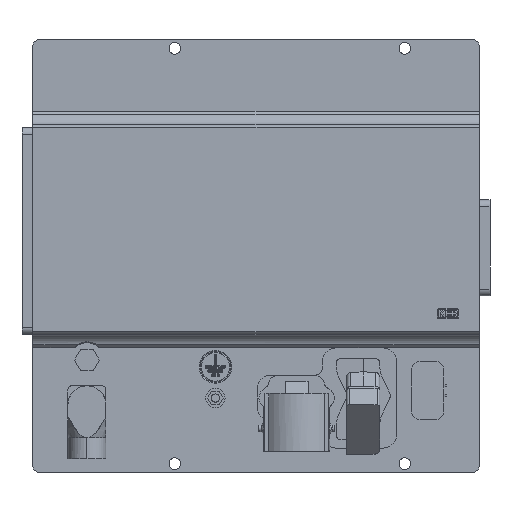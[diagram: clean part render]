
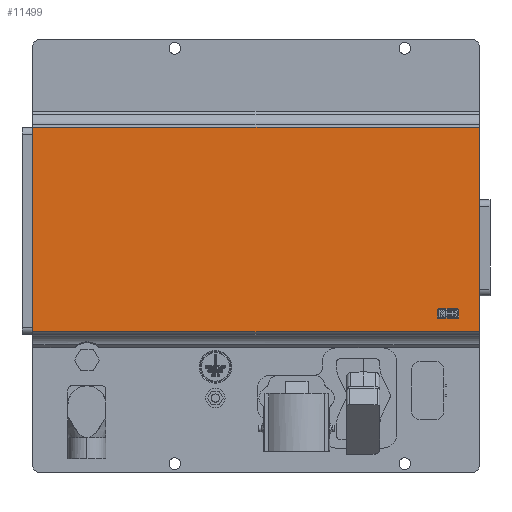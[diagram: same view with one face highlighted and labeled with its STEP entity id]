
A CAD part, front view. The second image highlights one B-rep face of the part: STEP entity #11499.
In plain terms, the highlighted face is planar.
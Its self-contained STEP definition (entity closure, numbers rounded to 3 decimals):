
#130 = EDGE_LOOP ( 'NONE', ( #12369, #21442, #6147, #15745, #17182, #13987, #2795, #1855 ) ) ;
#583 = VERTEX_POINT ( 'NONE', #6185 ) ;
#671 = DIRECTION ( 'NONE',  ( 0., 1., 0. ) ) ;
#1443 = VERTEX_POINT ( 'NONE', #11039 ) ;
#1701 = DIRECTION ( 'NONE',  ( 0., 1., 0. ) ) ;
#1855 = ORIENTED_EDGE ( 'NONE', *, *, #2855, .F. ) ;
#2109 = CARTESIAN_POINT ( 'NONE',  ( 1100., 64.871, -1.1 ) ) ;
#2795 = ORIENTED_EDGE ( 'NONE', *, *, #20045, .T. ) ;
#2855 = EDGE_CURVE ( 'NONE', #3810, #14884, #16021, .T. ) ;
#3240 = LINE ( 'NONE', #4690, #3366 ) ;
#3366 = VECTOR ( 'NONE', #14740, 1000. ) ;
#3381 = EDGE_CURVE ( 'NONE', #5085, #583, #13646, .T. ) ;
#3600 = CARTESIAN_POINT ( 'NONE',  ( 0., 118.5, -1.1 ) ) ;
#3759 = CARTESIAN_POINT ( 'NONE',  ( 0., 2., -1.1 ) ) ;
#3763 = LINE ( 'NONE', #12250, #7855 ) ;
#3810 = VERTEX_POINT ( 'NONE', #20639 ) ;
#4379 = VECTOR ( 'NONE', #16052, 1000. ) ;
#4467 = VERTEX_POINT ( 'NONE', #18016 ) ;
#4690 = CARTESIAN_POINT ( 'NONE',  ( 330., 320., -1.1 ) ) ;
#4741 = VERTEX_POINT ( 'NONE', #11580 ) ;
#4798 = DIRECTION ( 'NONE',  ( 0., 1., 0. ) ) ;
#4934 = VERTEX_POINT ( 'NONE', #6678 ) ;
#5085 = VERTEX_POINT ( 'NONE', #15725 ) ;
#6147 = ORIENTED_EDGE ( 'NONE', *, *, #8693, .T. ) ;
#6185 = CARTESIAN_POINT ( 'NONE',  ( 0., 121.321, -1.1 ) ) ;
#6447 = LINE ( 'NONE', #16285, #20160 ) ;
#6678 = CARTESIAN_POINT ( 'NONE',  ( 330., 215.179, -1.1 ) ) ;
#7541 = LINE ( 'NONE', #2109, #4379 ) ;
#7855 = VECTOR ( 'NONE', #671, 1000. ) ;
#8467 = DIRECTION ( 'NONE',  ( 0., -1., 0. ) ) ;
#8531 = VECTOR ( 'NONE', #13540, 1000. ) ;
#8599 = VECTOR ( 'NONE', #8467, 1000. ) ;
#8693 = EDGE_CURVE ( 'NONE', #583, #4741, #16872, .T. ) ;
#9161 = EDGE_CURVE ( 'NONE', #4467, #4741, #7541, .T. ) ;
#11039 = CARTESIAN_POINT ( 'NONE',  ( 330., 67.821, -1.1 ) ) ;
#11444 = FACE_OUTER_BOUND ( 'NONE', #130, .T. ) ;
#11499 = ADVANCED_FACE ( 'NONE', ( #11444 ), #11651, .T. ) ;
#11580 = CARTESIAN_POINT ( 'NONE',  ( 0., 64.871, -1.1 ) ) ;
#11651 = PLANE ( 'NONE',  #11858 ) ;
#11858 = AXIS2_PLACEMENT_3D ( 'NONE', #16837, #16524, #1701 ) ;
#11908 = CARTESIAN_POINT ( 'NONE',  ( 0., 2., -1.1 ) ) ;
#12246 = DIRECTION ( 'NONE',  ( 0., -1., 0. ) ) ;
#12250 = CARTESIAN_POINT ( 'NONE',  ( 330., 320., -1.1 ) ) ;
#12354 = EDGE_CURVE ( 'NONE', #3810, #5085, #18972, .T. ) ;
#12369 = ORIENTED_EDGE ( 'NONE', *, *, #12354, .T. ) ;
#12397 = VECTOR ( 'NONE', #13038, 1000. ) ;
#12787 = EDGE_CURVE ( 'NONE', #4467, #1443, #3240, .T. ) ;
#13038 = DIRECTION ( 'NONE',  ( 1., 0., 0. ) ) ;
#13540 = DIRECTION ( 'NONE',  ( 0., -1., 0. ) ) ;
#13646 = LINE ( 'NONE', #3600, #8531 ) ;
#13987 = ORIENTED_EDGE ( 'NONE', *, *, #18391, .T. ) ;
#14740 = DIRECTION ( 'NONE',  ( 0., 1., 0. ) ) ;
#14884 = VERTEX_POINT ( 'NONE', #20472 ) ;
#15725 = CARTESIAN_POINT ( 'NONE',  ( 0., 186.679, -1.1 ) ) ;
#15745 = ORIENTED_EDGE ( 'NONE', *, *, #9161, .F. ) ;
#16021 = LINE ( 'NONE', #19539, #12397 ) ;
#16052 = DIRECTION ( 'NONE',  ( -1., 0., 0. ) ) ;
#16285 = CARTESIAN_POINT ( 'NONE',  ( 330., 218., -1.1 ) ) ;
#16524 = DIRECTION ( 'NONE',  ( 0., 0., 1. ) ) ;
#16837 = CARTESIAN_POINT ( 'NONE',  ( 0., 0., -1.1 ) ) ;
#16872 = LINE ( 'NONE', #11908, #8599 ) ;
#17182 = ORIENTED_EDGE ( 'NONE', *, *, #12787, .T. ) ;
#17826 = VECTOR ( 'NONE', #12246, 1000. ) ;
#18016 = CARTESIAN_POINT ( 'NONE',  ( 330., 64.871, -1.1 ) ) ;
#18391 = EDGE_CURVE ( 'NONE', #1443, #4934, #6447, .T. ) ;
#18972 = LINE ( 'NONE', #3759, #17826 ) ;
#19539 = CARTESIAN_POINT ( 'NONE',  ( 1100., 216.129, -1.1 ) ) ;
#20045 = EDGE_CURVE ( 'NONE', #4934, #14884, #3763, .T. ) ;
#20160 = VECTOR ( 'NONE', #4798, 1000. ) ;
#20472 = CARTESIAN_POINT ( 'NONE',  ( 330., 216.129, -1.1 ) ) ;
#20639 = CARTESIAN_POINT ( 'NONE',  ( 0., 216.129, -1.1 ) ) ;
#21442 = ORIENTED_EDGE ( 'NONE', *, *, #3381, .T. ) ;
